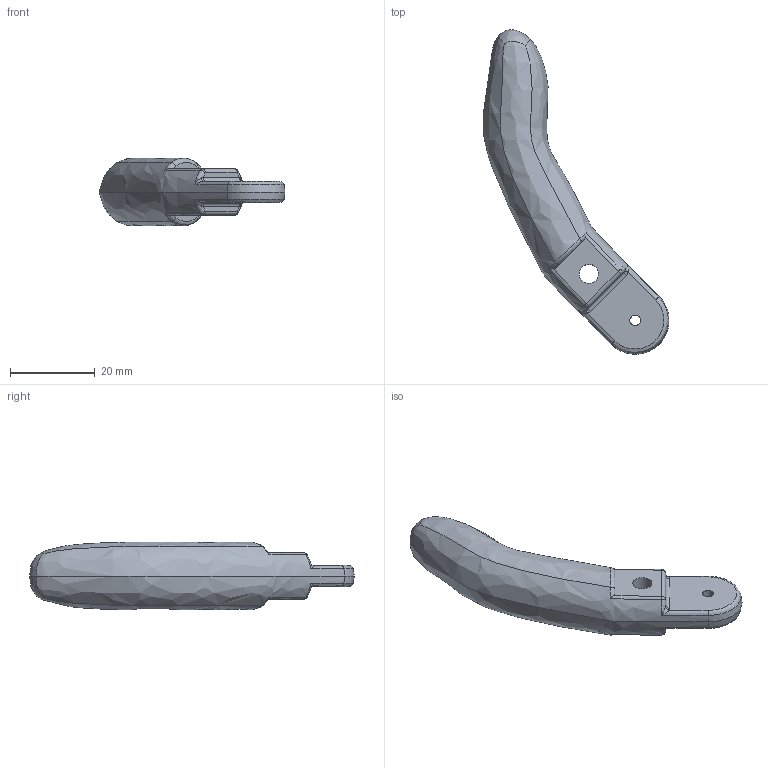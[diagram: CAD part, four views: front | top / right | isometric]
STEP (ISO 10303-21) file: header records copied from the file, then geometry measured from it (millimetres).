
FILE_DESCRIPTION(/* description */ (''),/* implementation_level */ '2;1');
FILE_NAME(/* name */ 'Pulgar Nuevo v6.step',/* time_stamp */ '2022-01-25T22:20:53-05:00',/* author */ (''),/* organization */ (''),/* preprocessor_version */ 'ST-DEVELOPER v18.1',/* originating_system */ 'Autodesk Translation Framework v10.13.0.1454',/* authorisation */ '');
FILE_SCHEMA (('AUTOMOTIVE_DESIGN { 1 0 10303 214 3 1 1 }'));
Length unit declared in the file: millimetre
Products named in the file (1): Pulgar Nuevo
Bounding box: 43.9 x 76.57 x 15.93 mm (x, y, z)
Volume: 12486 mm3; surface area: 4112 mm2
Topology: 1 solids, 1 shells, 56 faces, 142 edges, 84 vertices
Faces by surface type: bspline 38, plane 8, cylinder 6, sphere 4
Full cylindrical faces by diameter (mm): 2.5 x1, 4.5 x1
Entity records: 4197 total; most frequent: CARTESIAN_POINT 3124, ORIENTED_EDGE 276, EDGE_CURVE 138, DIRECTION 108, B_SPLINE_CURVE_WITH_KNOTS 97, VERTEX_POINT 84, EDGE_LOOP 60, FACE_OUTER_BOUND 56
